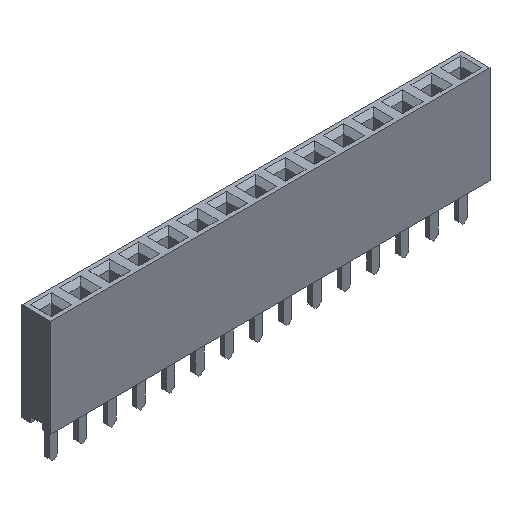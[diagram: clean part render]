
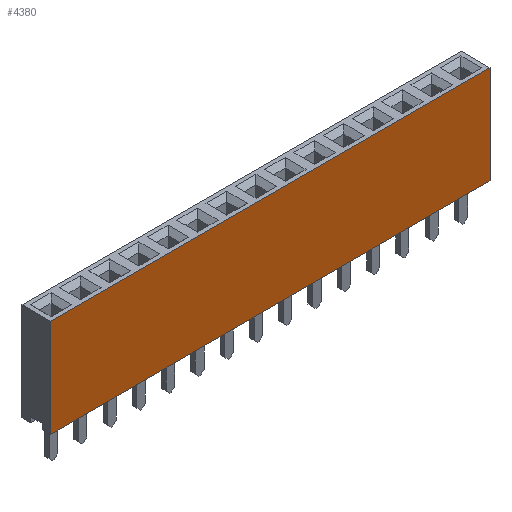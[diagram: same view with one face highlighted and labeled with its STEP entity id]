
A CAD part, isometric view. The second image highlights one B-rep face of the part: STEP entity #4380.
In plain terms, the highlighted planar face has unit normal (0, -1, 0).
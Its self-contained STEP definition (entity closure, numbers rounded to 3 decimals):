
#224=FACE_OUTER_BOUND('',#504,.T.);
#504=EDGE_LOOP('',(#3483,#3484,#3485,#3486));
#663=LINE('',#6028,#1257);
#728=LINE('',#6159,#1322);
#931=LINE('',#6577,#1525);
#935=LINE('',#6584,#1529);
#1257=VECTOR('',#4885,10.);
#1322=VECTOR('',#4958,10.);
#1525=VECTOR('',#5385,10.);
#1529=VECTOR('',#5393,10.);
#1833=VERTEX_POINT('',#6025);
#1834=VERTEX_POINT('',#6027);
#1896=VERTEX_POINT('',#6158);
#1999=VERTEX_POINT('',#6576);
#2227=EDGE_CURVE('',#1833,#1834,#663,.T.);
#2292=EDGE_CURVE('',#1834,#1896,#728,.T.);
#2495=EDGE_CURVE('',#1999,#1896,#931,.T.);
#2499=EDGE_CURVE('',#1999,#1833,#935,.T.);
#3483=ORIENTED_EDGE('',*,*,#2495,.T.);
#3484=ORIENTED_EDGE('',*,*,#2292,.F.);
#3485=ORIENTED_EDGE('',*,*,#2227,.F.);
#3486=ORIENTED_EDGE('',*,*,#2499,.F.);
#4115=PLANE('',#4675);
#4380=ADVANCED_FACE('',(#224),#4115,.T.);
#4675=AXIS2_PLACEMENT_3D('',#6653,#5465,#5466);
#4885=DIRECTION('',(1.,0.,0.));
#4958=DIRECTION('',(0.,0.,-1.));
#5385=DIRECTION('',(1.,0.,0.));
#5393=DIRECTION('',(0.,0.,1.));
#5465=DIRECTION('center_axis',(0.,-1.,0.));
#5466=DIRECTION('ref_axis',(1.,0.,0.));
#6025=CARTESIAN_POINT('',(-19.05,-1.25,8.6));
#6027=CARTESIAN_POINT('',(19.05,-1.25,8.6));
#6028=CARTESIAN_POINT('',(-19.05,-1.25,8.6));
#6158=CARTESIAN_POINT('',(19.05,-1.25,0.1));
#6159=CARTESIAN_POINT('',(19.05,-1.25,0.1));
#6576=CARTESIAN_POINT('',(-19.05,-1.25,0.1));
#6577=CARTESIAN_POINT('',(-19.05,-1.25,0.1));
#6584=CARTESIAN_POINT('',(-19.05,-1.25,0.1));
#6653=CARTESIAN_POINT('Origin',(-19.05,-1.25,0.1));
